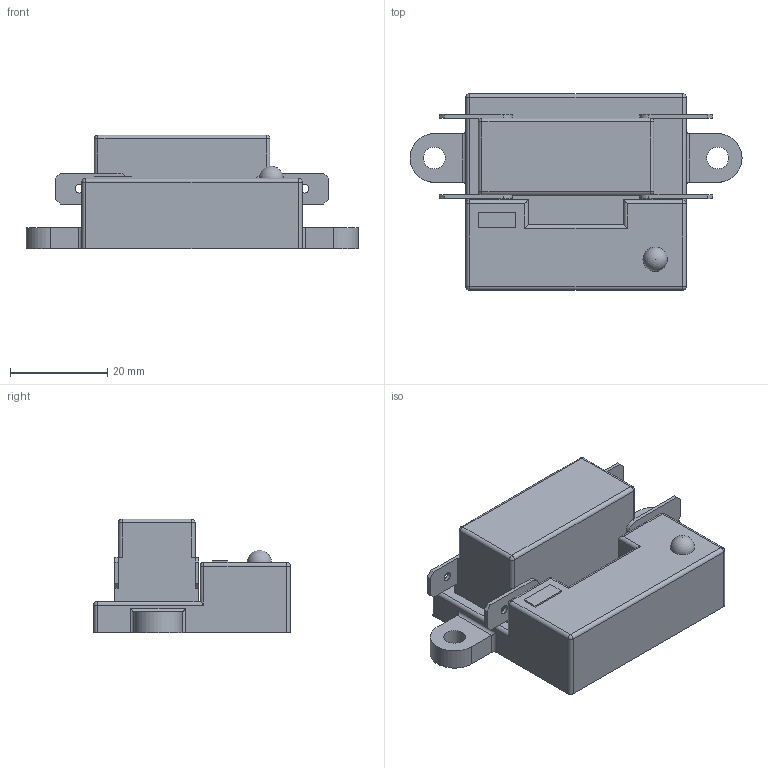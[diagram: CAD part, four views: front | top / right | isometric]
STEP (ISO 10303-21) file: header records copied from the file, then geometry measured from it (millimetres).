
FILE_DESCRIPTION(/* description */ ('Spike H-Bridge Relay Module'),/* implementation_level */ '2;1');
FILE_NAME(/* name */ 'CS_Relay_SPIKE-RELAY-H.ipt.step',/* time_stamp */ '2014-01-01T17:20:40-08:00',/* author */ ('Autodesk, Inc.'),/* organization */ ('Autodesk, Inc.'),/* preprocessor_version */ 'ST-DEVELOPER v15.2',/* originating_system */ 'Autodesk Inventor 2014',/* authorisation */ '');
FILE_SCHEMA (('AUTOMOTIVE_DESIGN { 1 0 10303 214 3 1 1 }'));
Length unit declared in the file: inch
Products named in the file (1): CS_Relay_SPIKE-RELAY-H
Bounding box: 68.17 x 40.39 x 23.37 mm (x, y, z)
Volume: 28433 mm3; surface area: 8772 mm2
Topology: 1 solids, 1 shells, 116 faces, 308 edges, 186 vertices
Faces by surface type: plane 62, cylinder 43, sphere 11
Full cylindrical faces by diameter (mm): 1.778 x4, 4.496 x2
Entity records: 3524 total; most frequent: DIRECTION 599, CARTESIAN_POINT 588, ORIENTED_EDGE 576, EDGE_CURVE 288, LINE 211, VECTOR 211, AXIS2_PLACEMENT_3D 194, VERTEX_POINT 183
